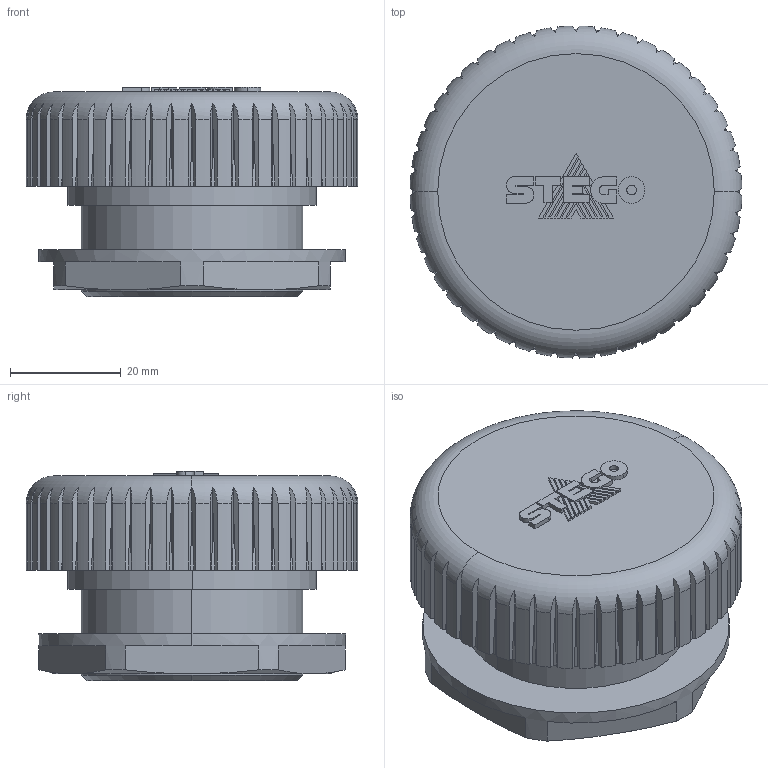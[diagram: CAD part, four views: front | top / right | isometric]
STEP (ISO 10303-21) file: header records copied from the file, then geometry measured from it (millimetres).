
FILE_DESCRIPTION (( 'STEP AP214' ), '1' );
FILE_NAME ('DA_28400_eplan_08_2013.STEP', '2013-08-09T08:35:29', ( 'Nutzer' ), ( '' ), 'SwSTEP 2.0', 'SolidWorks 2013', '' );
FILE_SCHEMA (( 'AUTOMOTIVE_DESIGN' ));
Length unit declared in the file: millimetre
Products named in the file (1): DA_28400_eplan_08_2013
Bounding box: 59.99 x 59.99 x 37.85 mm (x, y, z)
Volume: 61084.9 mm3; surface area: 17201 mm2
Topology: 1 solids, 1 shells, 386 faces, 1115 edges, 742 vertices
Faces by surface type: plane 295, cylinder 60, bspline 21, cone 8, torus 2
Entity records: 13396 total; most frequent: CARTESIAN_POINT 3428, ORIENTED_EDGE 2230, DIRECTION 1836, EDGE_CURVE 1115, LINE 816, VECTOR 816, VERTEX_POINT 742, AXIS2_PLACEMENT_3D 510
